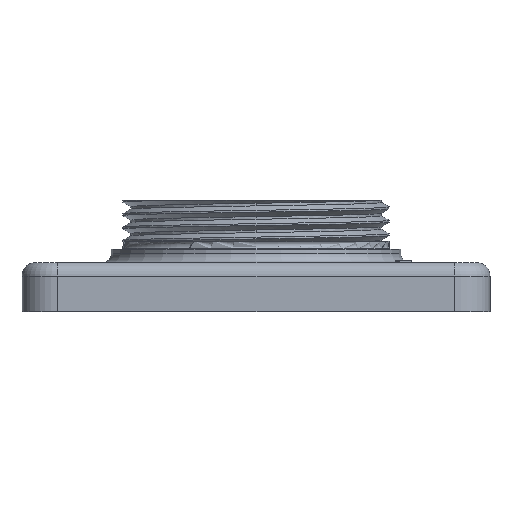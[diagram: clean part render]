
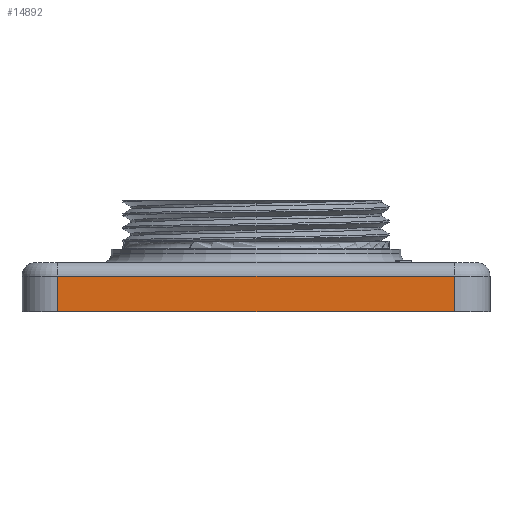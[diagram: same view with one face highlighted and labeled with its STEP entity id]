
A CAD part, left-side view. The second image highlights one B-rep face of the part: STEP entity #14892.
In plain terms, the highlighted planar face has unit normal (-1, 0, 0).
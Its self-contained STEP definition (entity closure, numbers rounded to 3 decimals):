
#215=PLANE('',#15895);
#1421=FACE_OUTER_BOUND('',#2252,.T.);
#2252=EDGE_LOOP('',(#13021,#13022,#13023,#13024));
#4170=LINE('',#29706,#5503);
#4325=LINE('',#29977,#5658);
#4326=LINE('',#29981,#5659);
#4327=LINE('',#29982,#5660);
#5503=VECTOR('',#18709,9.8);
#5658=VECTOR('',#18892,9.8);
#5659=VECTOR('',#18899,9.8);
#5660=VECTOR('',#18900,9.8);
#7126=VERTEX_POINT('',#29704);
#7127=VERTEX_POINT('',#29705);
#7228=VERTEX_POINT('',#29975);
#7229=VERTEX_POINT('',#29976);
#9167=EDGE_CURVE('',#7126,#7127,#4170,.T.);
#9334=EDGE_CURVE('',#7228,#7229,#4325,.T.);
#9337=EDGE_CURVE('',#7229,#7126,#4326,.T.);
#9338=EDGE_CURVE('',#7127,#7228,#4327,.T.);
#13021=ORIENTED_EDGE('',*,*,#9167,.F.);
#13022=ORIENTED_EDGE('',*,*,#9337,.F.);
#13023=ORIENTED_EDGE('',*,*,#9334,.F.);
#13024=ORIENTED_EDGE('',*,*,#9338,.F.);
#14892=ADVANCED_FACE('',(#1421),#215,.T.);
#15895=AXIS2_PLACEMENT_3D('',#29980,#18897,#18898);
#18709=DIRECTION('',(0.,1.,0.));
#18892=DIRECTION('',(0.,-1.,0.));
#18897=DIRECTION('center_axis',(-1.,0.,0.));
#18898=DIRECTION('ref_axis',(0.,1.,0.));
#18899=DIRECTION('',(0.,0.,-1.));
#18900=DIRECTION('',(0.,0.,1.));
#29704=CARTESIAN_POINT('',(-72.47,-43.6,-14.8));
#29705=CARTESIAN_POINT('',(-72.47,43.62,-14.8));
#29706=CARTESIAN_POINT('',(-72.47,-51.44,-14.8));
#29975=CARTESIAN_POINT('',(-72.47,43.62,-6.96));
#29976=CARTESIAN_POINT('',(-72.47,-43.6,-6.96));
#29977=CARTESIAN_POINT('',(-72.47,-25.715,-6.96));
#29980=CARTESIAN_POINT('Origin',(-72.47,-51.44,-5.));
#29981=CARTESIAN_POINT('',(-72.47,-43.6,-5.));
#29982=CARTESIAN_POINT('',(-72.47,43.62,-5.));
